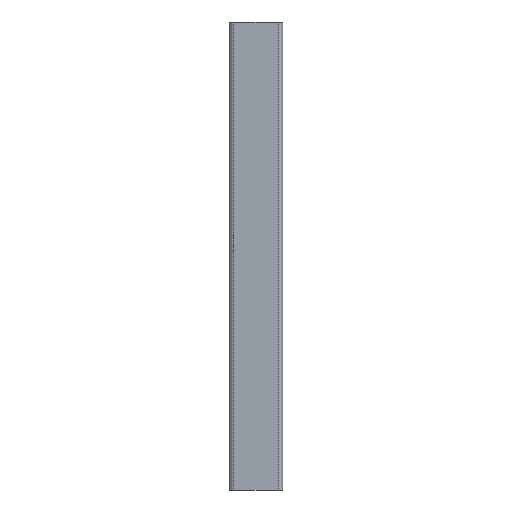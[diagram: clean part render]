
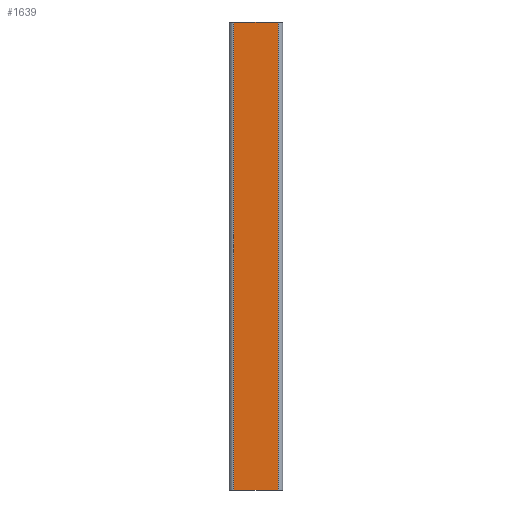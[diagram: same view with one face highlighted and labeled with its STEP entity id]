
A CAD part, left-side view. The second image highlights one B-rep face of the part: STEP entity #1639.
In plain terms, the highlighted planar face has unit normal (-1, 0, 0).
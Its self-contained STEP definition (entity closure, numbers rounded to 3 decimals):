
#43 = AXIS2_PLACEMENT_3D ( 'NONE', #1386, #1552, #901 ) ;
#96 = VECTOR ( 'NONE', #1298, 1000. ) ;
#103 = LINE ( 'NONE', #1500, #96 ) ;
#252 = VECTOR ( 'NONE', #1582, 1000. ) ;
#268 = LINE ( 'NONE', #917, #252 ) ;
#285 = VECTOR ( 'NONE', #1584, 1000. ) ;
#337 = FACE_OUTER_BOUND ( 'NONE', #2027, .T. ) ;
#341 = LINE ( 'NONE', #1436, #630 ) ;
#354 = LINE ( 'NONE', #976, #285 ) ;
#357 = ORIENTED_EDGE ( 'NONE', *, *, #755, .T. ) ;
#613 = ORIENTED_EDGE ( 'NONE', *, *, #742, .F. ) ;
#622 = ORIENTED_EDGE ( 'NONE', *, *, #757, .F. ) ;
#629 = ORIENTED_EDGE ( 'NONE', *, *, #756, .T. ) ;
#630 = VECTOR ( 'NONE', #1198, 1000. ) ;
#742 = EDGE_CURVE ( 'NONE', #1993, #1945, #103, .T. ) ;
#755 = EDGE_CURVE ( 'NONE', #1993, #1926, #268, .T. ) ;
#756 = EDGE_CURVE ( 'NONE', #1926, #1768, #341, .T. ) ;
#757 = EDGE_CURVE ( 'NONE', #1945, #1768, #354, .T. ) ;
#901 = DIRECTION ( 'NONE',  ( 0., 1., 0. ) ) ;
#917 = CARTESIAN_POINT ( 'NONE',  ( -20.5, 37.5, 180. ) ) ;
#976 = CARTESIAN_POINT ( 'NONE',  ( -20.5, 3.5, 180. ) ) ;
#993 = PLANE ( 'NONE',  #43 ) ;
#1051 = CARTESIAN_POINT ( 'NONE',  ( -20.5, 3.5, -180. ) ) ;
#1198 = DIRECTION ( 'NONE',  ( 0., -1., 0. ) ) ;
#1298 = DIRECTION ( 'NONE',  ( 0., -1., 0. ) ) ;
#1386 = CARTESIAN_POINT ( 'NONE',  ( -20.5, 37.5, 180. ) ) ;
#1391 = CARTESIAN_POINT ( 'NONE',  ( -20.5, 3.5, 180. ) ) ;
#1406 = CARTESIAN_POINT ( 'NONE',  ( -20.5, 37.5, -180. ) ) ;
#1433 = CARTESIAN_POINT ( 'NONE',  ( -20.5, 37.5, 180. ) ) ;
#1436 = CARTESIAN_POINT ( 'NONE',  ( -20.5, 37.5, -180. ) ) ;
#1500 = CARTESIAN_POINT ( 'NONE',  ( -20.5, 37.5, 180. ) ) ;
#1552 = DIRECTION ( 'NONE',  ( 1., 0., 0. ) ) ;
#1582 = DIRECTION ( 'NONE',  ( 0., 0., -1. ) ) ;
#1584 = DIRECTION ( 'NONE',  ( 0., 0., -1. ) ) ;
#1639 = ADVANCED_FACE ( 'NONE', ( #337 ), #993, .F. ) ;
#1768 = VERTEX_POINT ( 'NONE', #1051 ) ;
#1926 = VERTEX_POINT ( 'NONE', #1406 ) ;
#1945 = VERTEX_POINT ( 'NONE', #1391 ) ;
#1993 = VERTEX_POINT ( 'NONE', #1433 ) ;
#2027 = EDGE_LOOP ( 'NONE', ( #357, #629, #622, #613 ) ) ;
